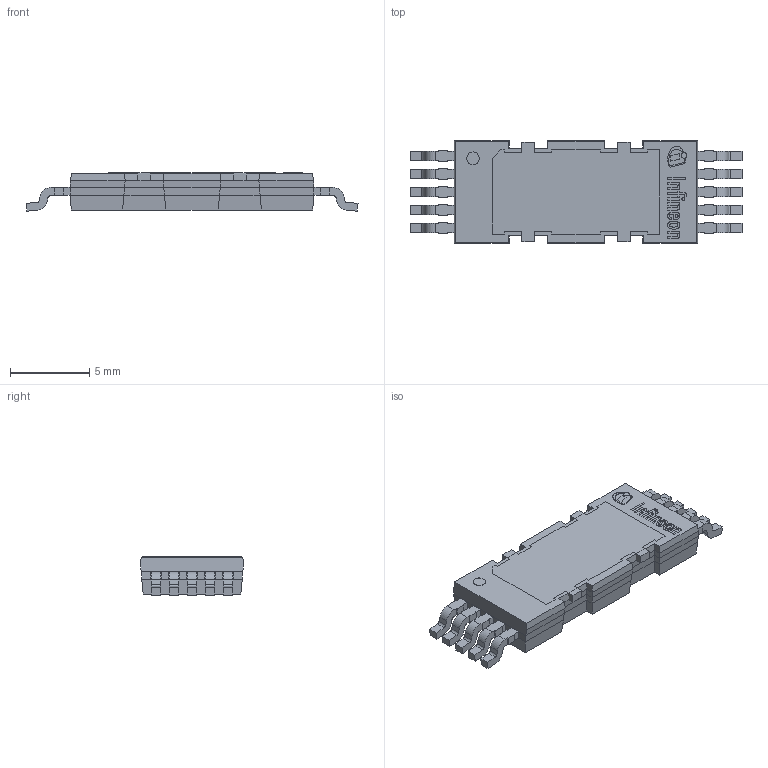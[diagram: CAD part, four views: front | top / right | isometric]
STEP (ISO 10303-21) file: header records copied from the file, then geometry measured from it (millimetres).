
FILE_DESCRIPTION(/* description */ (''),/* implementation_level */ '2;1');
FILE_NAME(/* name */ 'PG-HDSOP-10-1.stp',/* time_stamp */ '2018-09-25T18:22:10+06:00',/* author */ ('janartha'),/* organization */ (''),/* preprocessor_version */ 'ST-DEVELOPER v16.13',/* originating_system */ 'AutoCAD Mechanical',/* authorisation */ '');
FILE_SCHEMA (('AUTOMOTIVE_DESIGN { 1 0 10303 214 3 1 1 }'));
Length unit declared in the file: millimetre
Products named in the file (1): Product
Bounding box: 20.96 x 6.5 x 2.42 mm (x, y, z)
Volume: 254.2 mm3; surface area: 884.7 mm2
Topology: 27 solids, 27 shells, 559 faces, 1486 edges, 984 vertices
Faces by surface type: plane 395, cylinder 160, torus 4
Full cylindrical faces by diameter (mm): 0.178 x1, 0.366 x1, 0.8 x2, 1 x2
Entity records: 17258 total; most frequent: CARTESIAN_POINT 3020, ORIENTED_EDGE 2952, DIRECTION 2920, EDGE_CURVE 1476, LINE 1152, VECTOR 1152, VERTEX_POINT 984, AXIS2_PLACEMENT_3D 884
